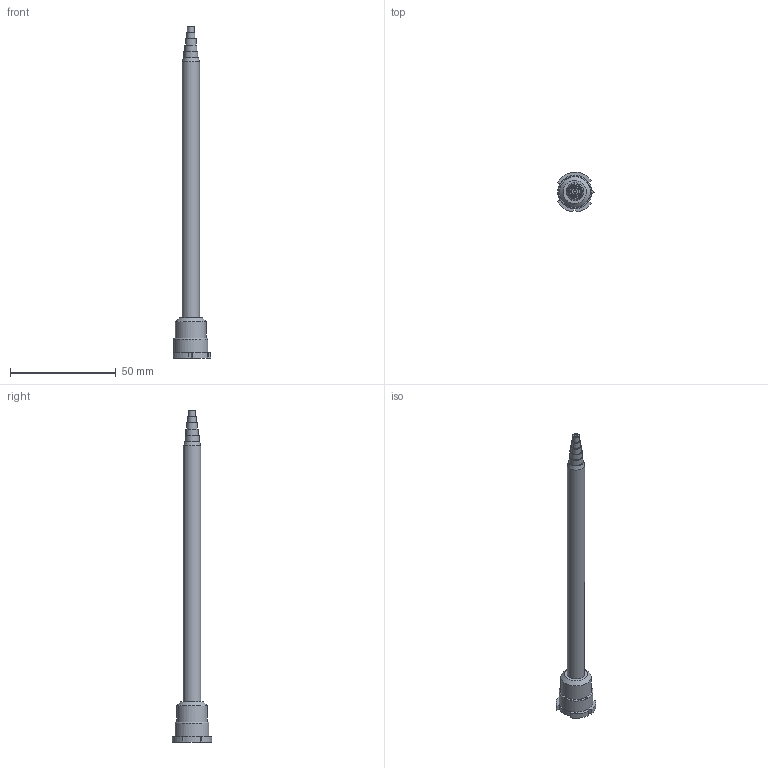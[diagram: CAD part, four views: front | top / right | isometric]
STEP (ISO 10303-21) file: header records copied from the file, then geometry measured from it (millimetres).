
FILE_DESCRIPTION( ( 'Unknown' ), '1' );
FILE_NAME( 'M-50D-620-S.stp', 'Unknown', ( 'Schwinghammer Vitus' ), ( 'Vieweg' ), 'PSStep 17.0.49', 'Solid Edge ST8', ' ' );
FILE_SCHEMA( ( 'AUTOMOTIVE_DESIGN { 1 0 10303 214 1 1 1 1 }' ) );
Length unit declared in the file: millimetre
Products named in the file (1): 1
Bounding box: 17.68 x 18.73 x 157 mm (x, y, z)
Surface area: 7432 mm2 (no closed solid volume)
Topology: 0 solids, 39 shells, 39 faces, 146 edges, 131 vertices
Faces by surface type: plane 19, cylinder 16, cone 3, torus 1
Full cylindrical faces by diameter (mm): 1.5 x1, 3.2 x1, 3.9 x1, 5 x1, 5.8 x1, 6.5 x1, 6.6 x1, 8.2 x1, 14.6 x1, 16 x1
Entity records: 1802 total; most frequent: CARTESIAN_POINT 300, DIRECTION 280, ORIENTED_EDGE 130, EDGE_CURVE 130, VERTEX_POINT 130, AXIS2_PLACEMENT_3D 110, CIRCLE 70, FACE_BOUND 61
